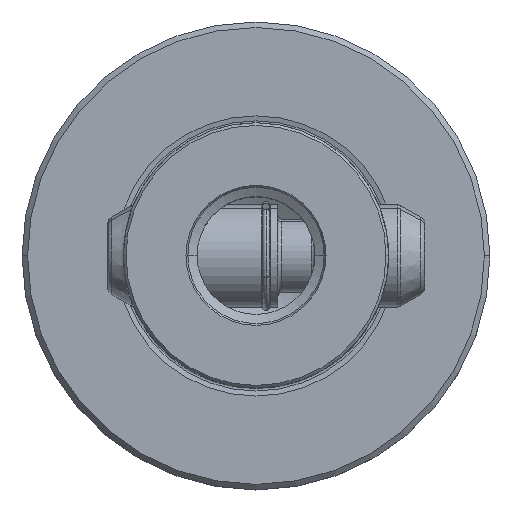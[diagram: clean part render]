
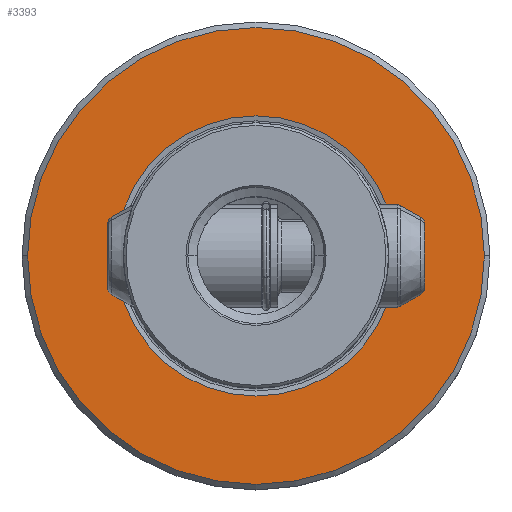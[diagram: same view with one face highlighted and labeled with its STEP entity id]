
A CAD part, top view. The second image highlights one B-rep face of the part: STEP entity #3393.
In plain terms, the highlighted planar face has unit normal (0, 0, 1).
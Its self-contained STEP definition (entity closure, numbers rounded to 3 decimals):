
#2571=VERTEX_POINT('NONE',#6513);
#2939=EDGE_CURVE('NONE',#2571,#5745,#6931,.T.);
#3163=EDGE_CURVE('NONE',#3723,#3499,#7173,.F.);
#3393=ADVANCED_FACE('NONE',(#7426,#7427),#7428,.T.);
#3499=VERTEX_POINT('NONE',#7547);
#3723=VERTEX_POINT('NONE',#7800);
#4085=EDGE_CURVE('NONE',#3499,#3723,#8205,.T.);
#4329=EDGE_CURVE('NONE',#5745,#2571,#8473,.T.);
#5745=VERTEX_POINT('NONE',#10026);
#6513=CARTESIAN_POINT('',(-31.0,0.,0.0));
#6931=CIRCLE('',#20545,31.0);
#7173=CIRCLE('',#21022,19.012);
#7426=FACE_OUTER_BOUND('',#25954,.T.);
#7427=FACE_BOUND('',#25955,.T.);
#7428=PLANE('',#25956);
#7547=CARTESIAN_POINT('',(19.012,0.,0.0));
#7800=CARTESIAN_POINT('',(-19.012,0.,0.0));
#8205=CIRCLE('',#38045,19.012);
#8473=CIRCLE('',#39777,31.0);
#10026=CARTESIAN_POINT('',(31.0,0.,0.0));
#20545=AXIS2_PLACEMENT_3D('',#69862,#69863,#69864);
#21022=AXIS2_PLACEMENT_3D('',#70138,#70139,#70140);
#25954=EDGE_LOOP('',(#70447,#70448));
#25955=EDGE_LOOP('',(#70449,#70450));
#25956=AXIS2_PLACEMENT_3D('',#70451,#70452,#70453);
#38045=AXIS2_PLACEMENT_3D('',#71376,#71377,#71378);
#39777=AXIS2_PLACEMENT_3D('',#71675,#71676,#71677);
#69862=CARTESIAN_POINT('',(0.0,0.0,0.0));
#69863=DIRECTION('',(0.0,0.0,-1.0));
#69864=DIRECTION('',(-1.0,0.,0.0));
#70138=CARTESIAN_POINT('',(0.0,0.0,0.0));
#70139=DIRECTION('',(0.0,0.0,-1.0));
#70140=DIRECTION('',(1.0,0.,0.0));
#70447=ORIENTED_EDGE('',*,*,#2939,.F.);
#70448=ORIENTED_EDGE('',*,*,#4329,.F.);
#70449=ORIENTED_EDGE('',*,*,#4085,.F.);
#70450=ORIENTED_EDGE('',*,*,#3163,.F.);
#70451=CARTESIAN_POINT('',(-18.0,0.0,0.0));
#70452=DIRECTION('',(-0.0,0.0,1.0));
#70453=DIRECTION('',(0.0,1.0,0.0));
#71376=CARTESIAN_POINT('',(0.0,0.0,0.0));
#71377=DIRECTION('',(-0.0,0.0,1.0));
#71378=DIRECTION('',(1.0,0.,0.0));
#71675=CARTESIAN_POINT('',(0.0,0.0,0.0));
#71676=DIRECTION('',(0.0,0.0,-1.0));
#71677=DIRECTION('',(-1.0,0.,0.0));
